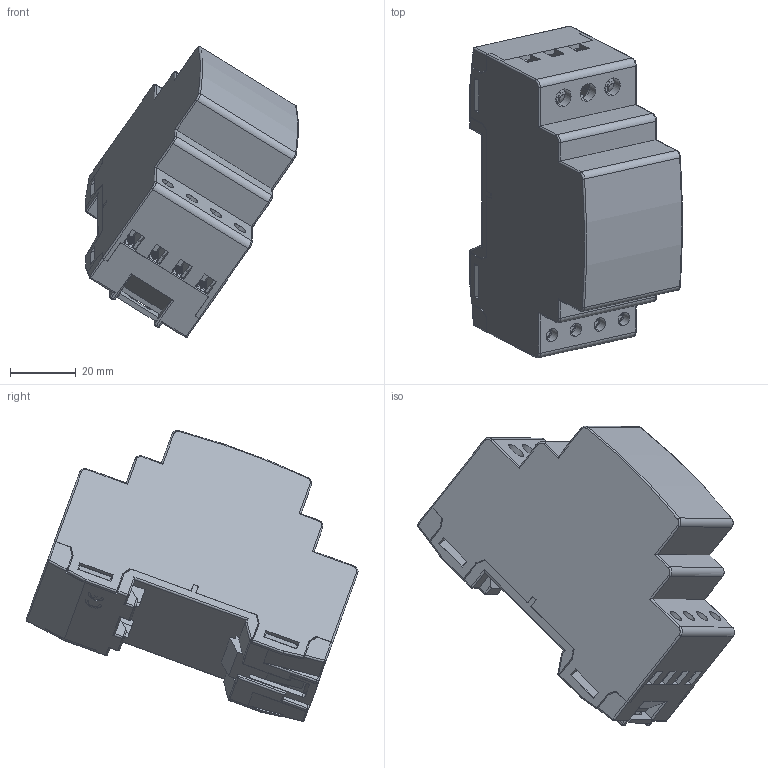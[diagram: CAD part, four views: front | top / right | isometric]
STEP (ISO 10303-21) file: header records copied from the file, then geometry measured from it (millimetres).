
FILE_DESCRIPTION(('CATIA V5 STEP Exchange'),'2;1');
FILE_NAME('5346.stp','2024-03-08T14:08:03+00:00',('none'),('none'),'CATIA Version 5-6 Release 2016 SP6','CATIA V5 STEP AP203','none');
FILE_SCHEMA(('CONFIG_CONTROL_DESIGN'));
Length unit declared in the file: millimetre
Products named in the file (1): STEP
Assembly tree (21 placements, depth 2):
  STEP
    #57  x2
    #2071  x2
    #3648
    #5318
    #22153
    #30522  x4
    #37787  x4
    #39602  x4
    #40962  x2
Bounding box: 64.38 x 100.63 x 88.2 mm (x, y, z)
Volume: 41058.7 mm3; surface area: 60611.8 mm2
Topology: 23 solids, 23 shells, 2724 faces, 7440 edges, 4737 vertices
Faces by surface type: plane 1896, cylinder 500, bspline 124, cone 118, torus 44, sphere 26, revolution 16
Entity records: 44884 total; most frequent: CARTESIAN_POINT 10271, ORIENTED_EDGE 8126, DIRECTION 5492, EDGE_CURVE 4063, VECTOR 3130, LINE 3130, VERTEX_POINT 2621, EDGE_LOOP 1512
